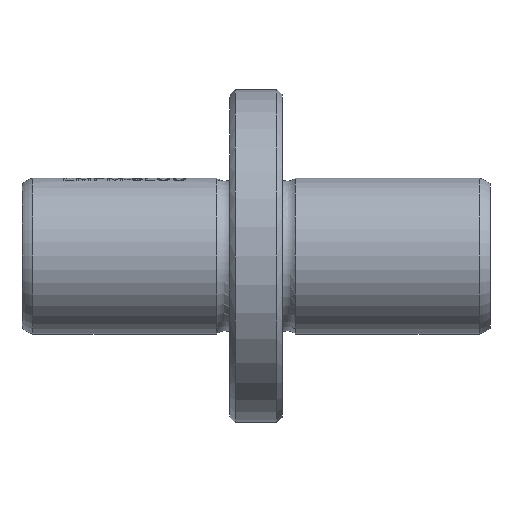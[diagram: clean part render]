
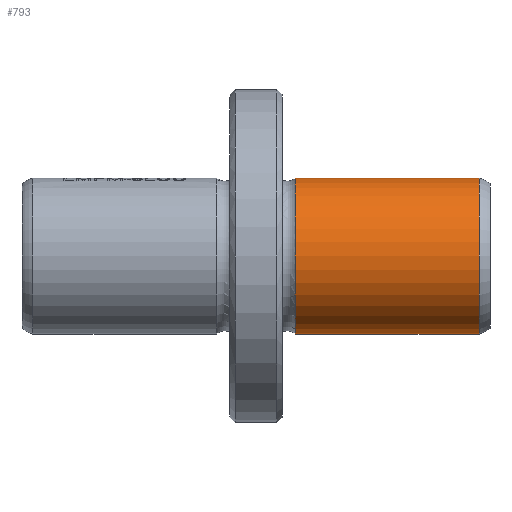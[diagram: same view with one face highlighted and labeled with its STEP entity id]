
A CAD part, front view. The second image highlights one B-rep face of the part: STEP entity #793.
In plain terms, the highlighted cylindrical face has radius 7.5 mm (diameter 15 mm), a full revolution.
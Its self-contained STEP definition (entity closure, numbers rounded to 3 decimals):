
#793=ADVANCED_FACE('',(#1728,#1729),#1155,.T.);
#1155=CYLINDRICAL_SURFACE('',#6963,7.5);
#1728=FACE_BOUND('',#1850,.T.);
#1729=FACE_BOUND('',#1851,.T.);
#1850=EDGE_LOOP('',(#2648,#2649));
#1851=EDGE_LOOP('',(#2650,#2651));
#2268=CIRCLE('',#6951,7.5);
#2269=CIRCLE('',#6952,7.5);
#2272=CIRCLE('',#6961,7.5);
#2273=CIRCLE('',#6962,7.5);
#2648=ORIENTED_EDGE('',*,*,#5163,.T.);
#2649=ORIENTED_EDGE('',*,*,#5162,.T.);
#2650=ORIENTED_EDGE('',*,*,#5174,.F.);
#2651=ORIENTED_EDGE('',*,*,#5175,.F.);
#4506=VERTEX_POINT('',#10310);
#4507=VERTEX_POINT('',#10311);
#4518=VERTEX_POINT('',#10412);
#4519=VERTEX_POINT('',#10413);
#5162=EDGE_CURVE('',#4506,#4507,#2268,.T.);
#5163=EDGE_CURVE('',#4507,#4506,#2269,.T.);
#5174=EDGE_CURVE('',#4518,#4519,#2272,.T.);
#5175=EDGE_CURVE('',#4519,#4518,#2273,.T.);
#6951=AXIS2_PLACEMENT_3D('',#10309,#7537,#7538);
#6952=AXIS2_PLACEMENT_3D('',#10312,#7539,#7540);
#6961=AXIS2_PLACEMENT_3D('',#10411,#7557,#7558);
#6962=AXIS2_PLACEMENT_3D('',#10414,#7559,#7560);
#6963=AXIS2_PLACEMENT_3D('',#10415,#7561,#7562);
#7537=DIRECTION('',(-1.,0.,0.));
#7538=DIRECTION('',(0.,0.,1.));
#7539=DIRECTION('',(-1.,0.,0.));
#7540=DIRECTION('',(0.,0.,1.));
#7557=DIRECTION('',(-1.,0.,0.));
#7558=DIRECTION('',(0.,0.,1.));
#7559=DIRECTION('',(-1.,0.,0.));
#7560=DIRECTION('',(0.,0.,1.));
#7561=DIRECTION('',(1.,0.,0.));
#7562=DIRECTION('',(0.,0.,-1.));
#10309=CARTESIAN_POINT('',(23.968,0.,0.));
#10310=CARTESIAN_POINT('',(23.968,0.,7.5));
#10311=CARTESIAN_POINT('',(23.968,0.,-7.5));
#10312=CARTESIAN_POINT('',(23.968,0.,0.));
#10411=CARTESIAN_POINT('',(6.294,0.,0.));
#10412=CARTESIAN_POINT('',(6.294,0.,7.5));
#10413=CARTESIAN_POINT('',(6.294,0.,-7.5));
#10414=CARTESIAN_POINT('',(6.294,0.,0.));
#10415=CARTESIAN_POINT('',(6.631,0.,0.));
